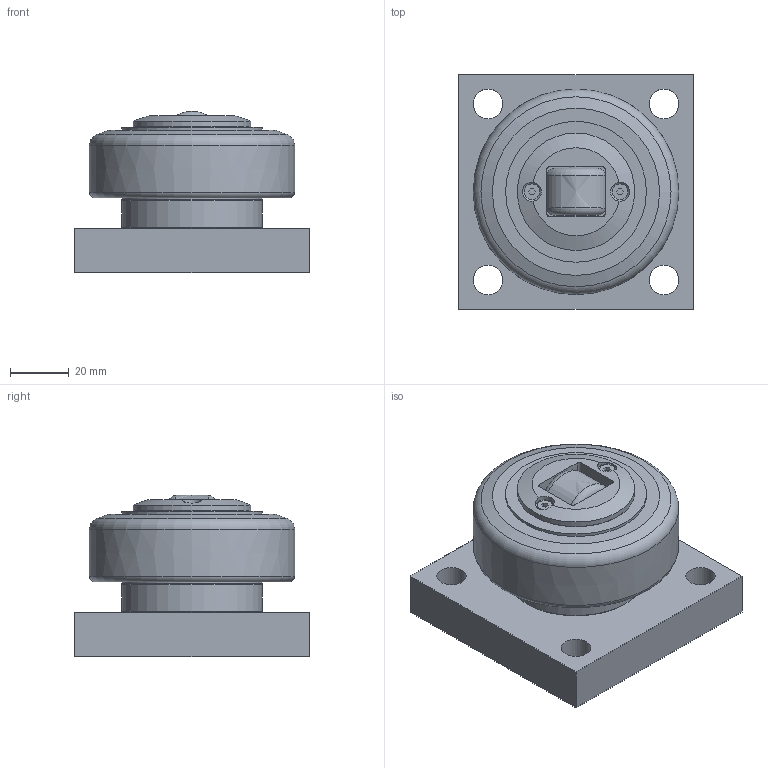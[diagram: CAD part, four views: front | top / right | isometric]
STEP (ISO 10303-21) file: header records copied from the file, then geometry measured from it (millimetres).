
FILE_DESCRIPTION(/* description */ ('-','CAx-IF Rec.Pracs.---Representation and Presentation of Product Manufacturing Information (PMI)---4.0---2014-10-13'),/* implementation_level */ '2;1');
FILE_NAME(/* name */ 'd622dad9-eedd-4ec0-a5d0-deb99326f2b0.stp',/* time_stamp */ '2020-04-01T16:28:14+02:00',/* author */ ('-'),/* organization */ ('NTI CADcenter A/S'),/* preprocessor_version */ 'ST-DEVELOPER v18',/* originating_system */ 'Autodesk Inventor 2020',/* authorisation */ '-');
FILE_SCHEMA (('AP242_MANAGED_MODEL_BASED_3D_ENGINEERING_MIM_LF { 1 0 10303 442 1 1 4 }'));
Length unit declared in the file: millimetre
Products named in the file (1): TR 070.0300 BQ1000_Kontur
Bounding box: 80 x 80 x 55 mm (x, y, z)
Volume: 196003 mm3; surface area: 32063.8 mm2
Topology: 1 solids, 1 shells, 108 faces, 302 edges, 204 vertices
Faces by surface type: plane 45, cylinder 39, cone 12, torus 8, bspline 4
Full cylindrical faces by diameter (mm): 3 x2, 3.5 x2, 5.35 x2, 6.5 x2, 10.106 x4, 35 x2, 35.2 x1, 40 x1, 48 x3
Entity records: 3842 total; most frequent: CARTESIAN_POINT 907, DIRECTION 621, ORIENTED_EDGE 604, EDGE_CURVE 302, AXIS2_PLACEMENT_3D 242, VERTEX_POINT 204, LINE 137, VECTOR 137
